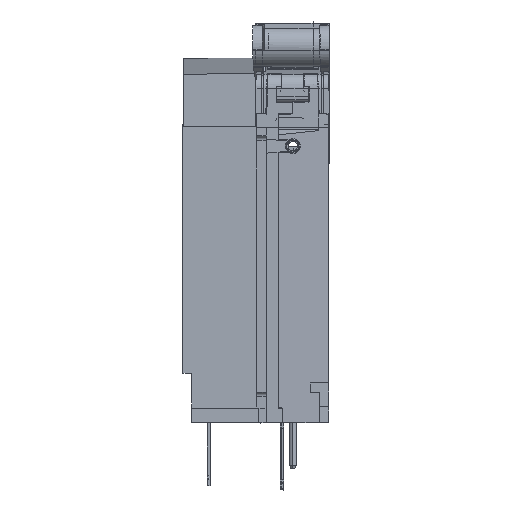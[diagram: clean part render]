
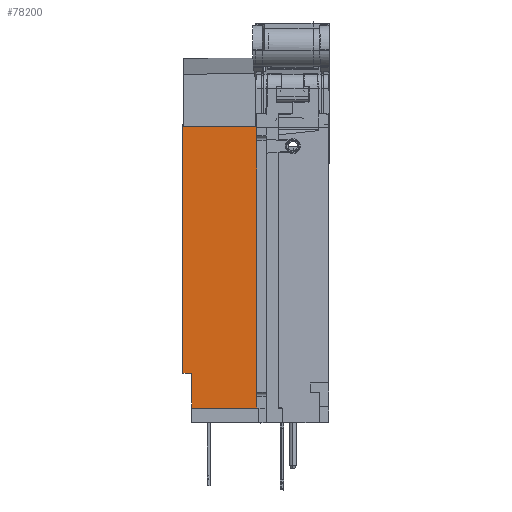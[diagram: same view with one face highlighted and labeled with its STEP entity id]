
A CAD part, left-side view. The second image highlights one B-rep face of the part: STEP entity #78200.
In plain terms, the highlighted planar face has unit normal (-1, 0, 0).
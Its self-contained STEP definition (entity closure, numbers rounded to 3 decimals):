
#75703=DIRECTION('',(0.,0.,1.));
#75704=VECTOR('',#75703,23.5);
#75705=CARTESIAN_POINT('',(-40.9,156.697,
-129.2));
#75706=LINE('',#75705,#75704);
#75710=DIRECTION('',(0.,0.,1.));
#75711=VECTOR('',#75710,167.);
#75712=CARTESIAN_POINT('',(-40.9,162.697,
-105.7));
#75713=LINE('',#75712,#75711);
#75717=DIRECTION('',(0.,-1.,0.));
#75718=VECTOR('',#75717,15.947);
#75719=CARTESIAN_POINT('',(-40.9,162.697,
61.3));
#75720=LINE('',#75719,#75718);
#75724=DIRECTION('',(0.,-1.,0.));
#75725=VECTOR('',#75724,16.059);
#75726=CARTESIAN_POINT('',(-40.9,128.756,
61.3));
#75727=LINE('',#75726,#75725);
#75731=DIRECTION('',(0.,0.,-1.));
#75732=VECTOR('',#75731,186.5);
#75733=CARTESIAN_POINT('',(-40.9,112.697,
61.3));
#75734=LINE('',#75733,#75732);
#75738=DIRECTION('',(0.,-0.009,-1.));
#75739=VECTOR('',#75738,4.);
#75740=CARTESIAN_POINT('',(-40.9,112.709,
-125.2));
#75741=LINE('',#75740,#75739);
#75773=DIRECTION('',(0.,-1.,0.));
#75774=VECTOR('',#75773,44.023);
#75775=CARTESIAN_POINT('',(-40.9,156.697,
-129.2));
#75776=LINE('',#75775,#75774);
#76340=DIRECTION('',(0.,-1.,0.));
#76341=VECTOR('',#76340,6.);
#76342=CARTESIAN_POINT('',(-40.9,162.697,
-105.7));
#76343=LINE('',#76342,#76341);
#76606=DIRECTION('',(0.,-0.048,-0.999));
#76607=VECTOR('',#76606,0.139);
#76608=CARTESIAN_POINT('',(-40.9,146.757,
61.439));
#76609=LINE('',#76608,#76607);
#76789=DIRECTION('',(0.,0.009,1.));
#76790=VECTOR('',#76789,0.296);
#76791=CARTESIAN_POINT('',(-40.9,128.756,
61.3));
#76792=LINE('',#76791,#76790);
#76824=DIRECTION('',(0.,1.,-0.009));
#76825=VECTOR('',#76824,17.999);
#76826=CARTESIAN_POINT('',(-40.9,128.758,
61.596));
#76827=LINE('',#76826,#76825);
#77628=CARTESIAN_POINT('',(-40.9,112.697,
61.3));
#77629=CARTESIAN_POINT('',(-40.9,112.709,
-125.2));
#77630=VERTEX_POINT('',#77628);
#77631=VERTEX_POINT('',#77629);
#77632=CARTESIAN_POINT('',(-40.9,112.674,
-129.2));
#77633=VERTEX_POINT('',#77632);
#77780=CARTESIAN_POINT('',(-40.9,146.75,
61.3));
#77781=VERTEX_POINT('',#77780);
#77782=CARTESIAN_POINT('',(-40.9,162.697,
61.3));
#77783=VERTEX_POINT('',#77782);
#77794=CARTESIAN_POINT('',(-40.9,162.697,
-105.7));
#77795=VERTEX_POINT('',#77794);
#77810=CARTESIAN_POINT('',(-40.9,146.757,
61.439));
#77811=VERTEX_POINT('',#77810);
#77812=CARTESIAN_POINT('',(-40.9,128.758,
61.596));
#77813=VERTEX_POINT('',#77812);
#77814=CARTESIAN_POINT('',(-40.9,128.756,
61.3));
#77815=VERTEX_POINT('',#77814);
#77818=CARTESIAN_POINT('',(-40.9,156.697,
-129.2));
#77819=CARTESIAN_POINT('',(-40.9,156.697,
-105.7));
#77820=VERTEX_POINT('',#77818);
#77821=VERTEX_POINT('',#77819);
#78173=CARTESIAN_POINT('',(-40.9,128.758,
61.596));
#78174=DIRECTION('',(-1.,0.,0.));
#78175=DIRECTION('',(0.,1.,-0.009));
#78176=AXIS2_PLACEMENT_3D('',#78173,#78174,#78175);
#78177=PLANE('',#78176);
#78179=ORIENTED_EDGE('',*,*,#78178,.F.);
#78181=ORIENTED_EDGE('',*,*,#78180,.T.);
#78183=ORIENTED_EDGE('',*,*,#78182,.F.);
#78184=ORIENTED_EDGE('',*,*,#78100,.T.);
#78185=ORIENTED_EDGE('',*,*,#78077,.T.);
#78187=ORIENTED_EDGE('',*,*,#78186,.F.);
#78189=ORIENTED_EDGE('',*,*,#78188,.F.);
#78191=ORIENTED_EDGE('',*,*,#78190,.F.);
#78193=ORIENTED_EDGE('',*,*,#78192,.T.);
#78195=ORIENTED_EDGE('',*,*,#78194,.T.);
#78197=ORIENTED_EDGE('',*,*,#78196,.T.);
#78198=EDGE_LOOP('',(#78179,#78181,#78183,#78184,#78185,#78187,#78189,#78191,
#78193,#78195,#78197));
#78199=FACE_OUTER_BOUND('',#78198,.F.);
#78077=EDGE_CURVE('',#77783,#77781,#75720,.T.);
#78100=EDGE_CURVE('',#77795,#77783,#75713,.T.);
#78178=EDGE_CURVE('',#77820,#77633,#75776,.T.);
#78180=EDGE_CURVE('',#77820,#77821,#75706,.T.);
#78182=EDGE_CURVE('',#77795,#77821,#76343,.T.);
#78186=EDGE_CURVE('',#77811,#77781,#76609,.T.);
#78188=EDGE_CURVE('',#77813,#77811,#76827,.T.);
#78190=EDGE_CURVE('',#77815,#77813,#76792,.T.);
#78192=EDGE_CURVE('',#77815,#77630,#75727,.T.);
#78194=EDGE_CURVE('',#77630,#77631,#75734,.T.);
#78196=EDGE_CURVE('',#77631,#77633,#75741,.T.);
#78200=ADVANCED_FACE('',(#78199),#78177,.T.);
